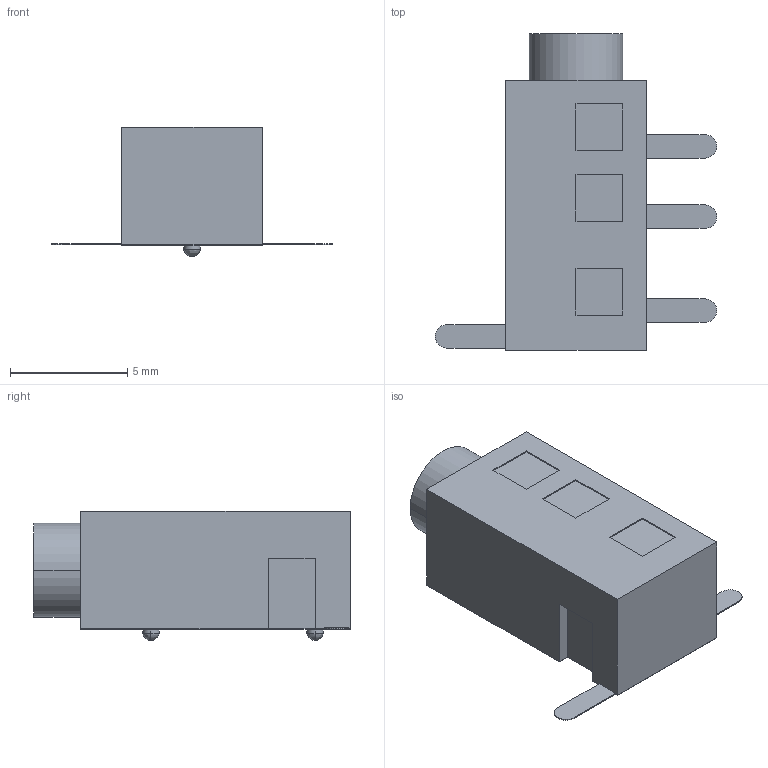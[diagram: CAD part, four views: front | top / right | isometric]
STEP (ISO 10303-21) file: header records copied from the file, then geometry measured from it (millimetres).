
FILE_DESCRIPTION (( 'STEP AP214' ), '1' );
FILE_NAME ('audio_3.5mm_trrs.STEP', '2022-12-14T16:08:38', ( '' ), ( '' ), 'SwSTEP 2.0', 'SolidWorks 2019', '' );
FILE_SCHEMA (( 'AUTOMOTIVE_DESIGN' ));
Length unit declared in the file: millimetre
Products named in the file (18): audio_3.5mm_trrs-12.step; audio_3.5mm_trrs-1.step; audio_3.5mm_trrs-9.step; audio_3.5mm_trrs-6.step; audio_3.5mm_trrs.step; Composant1.step; audio_3.5mm_trrs-3.step; audio_3.5mm_trrs-7.step; audio_3.5mm_trrs-4.step; audio_3.5mm_trrs-2.step; audio_3.5mm_trrs-11.step; audio_3.5mm_trrs; audio_3.5mm_trrs-8.step; audio_3.5mm_trrs-13.step; audio_3.5mm_trrs-0.step; audio_3.5mm_trrs-5.step; audio_3.5mm_trrs-10.step
Assembly tree (17 placements, depth 3):
  audio_3.5mm_trrs
    audio_3.5mm_trrs.step
      Composant1.step
      audio_3.5mm_trrs.step
      audio_3.5mm_trrs-0.step
      audio_3.5mm_trrs-1.step
      audio_3.5mm_trrs-2.step
      audio_3.5mm_trrs-3.step
      audio_3.5mm_trrs-4.step
      audio_3.5mm_trrs-5.step
      audio_3.5mm_trrs-6.step
      audio_3.5mm_trrs-7.step
      audio_3.5mm_trrs-8.step
      audio_3.5mm_trrs-9.step
      audio_3.5mm_trrs-10.step
      audio_3.5mm_trrs-11.step
      audio_3.5mm_trrs-12.step
      audio_3.5mm_trrs-13.step
Bounding box: 12 x 13.5 x 5.5 mm (x, y, z)
Volume: 200.1 mm3; surface area: 946.9 mm2
Topology: 18 solids, 18 shells, 186 faces, 473 edges, 314 vertices
Faces by surface type: plane 152, cylinder 30, bspline 4
Entity records: 6850 total; most frequent: CARTESIAN_POINT 1516, ORIENTED_EDGE 946, DIRECTION 937, EDGE_CURVE 473, VECTOR 391, LINE 391, VERTEX_POINT 314, AXIS2_PLACEMENT_3D 273
